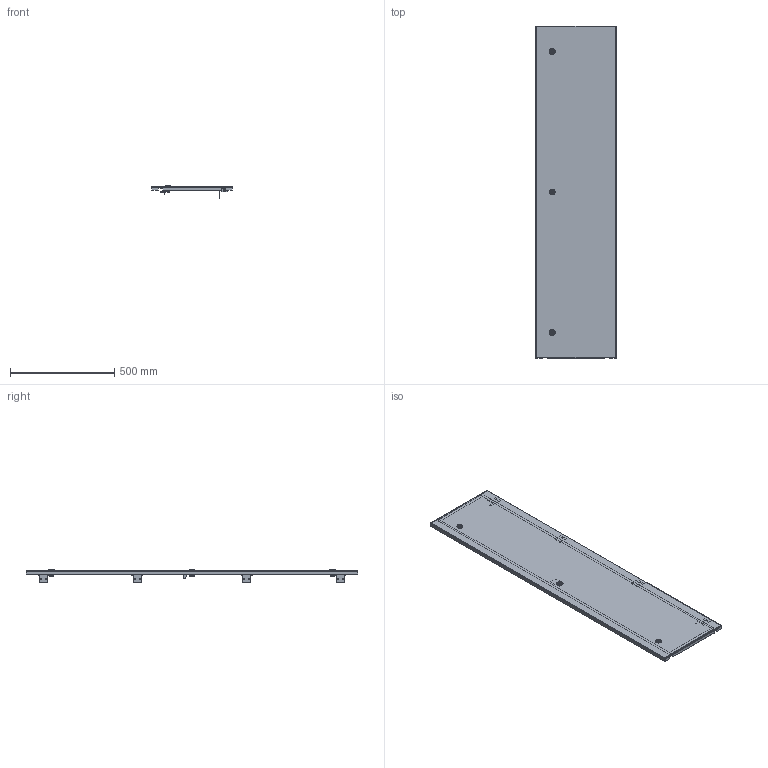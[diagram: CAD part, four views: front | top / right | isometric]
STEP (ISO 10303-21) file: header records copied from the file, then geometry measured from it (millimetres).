
FILE_DESCRIPTION (( 'STEP AP214' ), '1' );
FILE_NAME ('644.160.STEP', '2024-10-14T11:43:47', ( '' ), ( '' ), 'SwSTEP 2.0', 'SolidWorks 2021', '' );
FILE_SCHEMA (( 'AUTOMOTIVE_DESIGN' ));
Length unit declared in the file: millimetre
Products named in the file (22): ______________ ______.STEP; Ïåòëÿ ùèòîâàÿ ïðèâàðíàÿ; Çàìîê ïîä äâå áîðîäêè Z ðèãåëåì.STEP; 1209100038(M6x8 Kombi Vida)_sss.STEP; Äâåðü W400H1600; 嵑謺麃; 2101350253-15-DB15mm YEN_ G_BEK.STEP; 630.000; Øïèëüêà ïðèâàðíàÿ Ì6õ16; 630.002; Ãàñêåòèíã äâåðè W400H1600; Áîëò Ì5õ10 ñ øåñòèãðàííîé ãîëîâêîé ñ ïðåññøàéáîé; _____.STEP; Âòóëêà øàðíèðà; 嵑謺麃 瀁蠉澼鍣 094; 1207100236-Pano Kilit Yay_-1.STEP; 644.160; Äâåðíîå ïîëîòíî W400H1600; 2311050230-plastik-rondela.STEP; 2102200253-YEN_ PANO K_L_T KOVANI KROM.STEP; ______ Z 3__.STEP; Ðåçèíêà øàðíèðà
Assembly tree (40 placements, depth 3):
  644.160
    Äâåðü W400H1600
      Äâåðíîå ïîëîòíî W400H1600
      Ïåòëÿ ùèòîâàÿ ïðèâàðíàÿ  x4
      Øïèëüêà ïðèâàðíàÿ Ì6õ16  x2
      Ãàñêåòèíã äâåðè W400H1600
    630.000  x4
    630.002
    嵑謺麃 瀁蠉澼鍣 094  x4
      嵑謺麃
      Âòóëêà øàðíèðà
      Ðåçèíêà øàðíèðà
    Çàìîê ïîä äâå áîðîäêè Z ðèãåëåì.STEP  x3
      2102200253-YEN_ PANO K_L_T KOVANI KROM.STEP
      1207100236-Pano Kilit Yay_-1.STEP
      2311050230-plastik-rondela.STEP
      1209100038(M6x8 Kombi Vida)_sss.STEP
      2101350253-15-DB15mm YEN_ G_BEK.STEP
      _____.STEP
      ______________ ______.STEP
      ______ Z 3__.STEP
    Áîëò Ì5õ10 ñ øåñòèãðàííîé ãîëîâêîé ñ ïðåññøàéáîé  x8
Bounding box: 389 x 1595 x 62.23 mm (x, y, z)
Volume: 1647396.6 mm3; surface area: 1586871.2 mm2
Topology: 129 solids, 129 shells, 2969 faces, 7173 edges, 4569 vertices
Faces by surface type: plane 1228, cylinder 966, bspline 532, cone 133, torus 110
Entity records: 69369 total; most frequent: CARTESIAN_POINT 46788, ORIENTED_EDGE 4766, DIRECTION 4003, EDGE_CURVE 2383, VERTEX_POINT 1518, AXIS2_PLACEMENT_3D 1383, VECTOR 1237, LINE 1237
